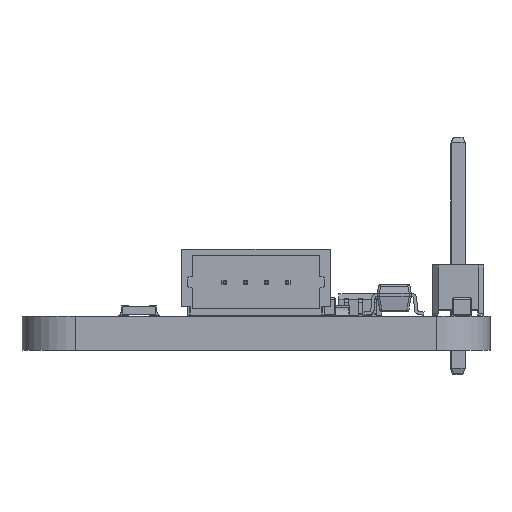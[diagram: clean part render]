
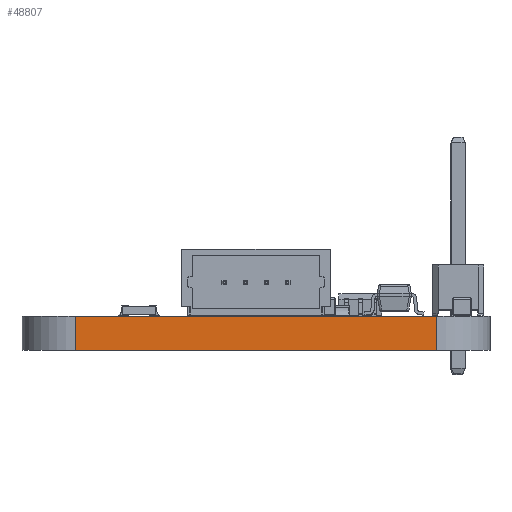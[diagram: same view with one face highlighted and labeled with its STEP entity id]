
A CAD part, left-side view. The second image highlights one B-rep face of the part: STEP entity #48807.
In plain terms, the highlighted planar face has unit normal (-1, 0, 0).
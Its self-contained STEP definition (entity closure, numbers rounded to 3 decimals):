
#46939 = PLANE('',#46940);
#46940 = AXIS2_PLACEMENT_3D('',#46941,#46942,#46943);
#46941 = CARTESIAN_POINT('',(19.,11.,1.6));
#46942 = DIRECTION('',(0.,0.,1.));
#46943 = DIRECTION('',(1.,0.,-0.));
#46994 = PLANE('',#46995);
#46995 = AXIS2_PLACEMENT_3D('',#46996,#46997,#46998);
#46996 = CARTESIAN_POINT('',(19.,11.,0.));
#46997 = DIRECTION('',(0.,0.,1.));
#46998 = DIRECTION('',(1.,0.,-0.));
#47049 = CYLINDRICAL_SURFACE('',#47050,2.5);
#47050 = AXIS2_PLACEMENT_3D('',#47051,#47052,#47053);
#47051 = CARTESIAN_POINT('',(2.5,2.5,0.));
#47052 = DIRECTION('',(-0.,-0.,-1.));
#47053 = DIRECTION('',(1.,0.,-0.));
#47216 = VERTEX_POINT('',#47217);
#47217 = CARTESIAN_POINT('',(0.,19.5,0.));
#47232 = CYLINDRICAL_SURFACE('',#47233,2.5);
#47233 = AXIS2_PLACEMENT_3D('',#47234,#47235,#47236);
#47234 = CARTESIAN_POINT('',(2.5,19.5,0.));
#47235 = DIRECTION('',(-0.,-0.,-1.));
#47236 = DIRECTION('',(1.,0.,-0.));
#47244 = EDGE_CURVE('',#47245,#47216,#47247,.T.);
#47245 = VERTEX_POINT('',#47246);
#47246 = CARTESIAN_POINT('',(0.,2.5,0.));
#47247 = SURFACE_CURVE('',#47248,(#47252,#47259),.PCURVE_S1.);
#47248 = LINE('',#47249,#47250);
#47249 = CARTESIAN_POINT('',(0.,2.5,0.));
#47250 = VECTOR('',#47251,1.);
#47251 = DIRECTION('',(0.,1.,0.));
#47252 = PCURVE('',#46994,#47253);
#47253 = DEFINITIONAL_REPRESENTATION('',(#47254),#47258);
#47254 = LINE('',#47255,#47256);
#47255 = CARTESIAN_POINT('',(-19.,-8.5));
#47256 = VECTOR('',#47257,1.);
#47257 = DIRECTION('',(0.,1.));
#47258 = ( GEOMETRIC_REPRESENTATION_CONTEXT(2) 
PARAMETRIC_REPRESENTATION_CONTEXT() REPRESENTATION_CONTEXT('2D SPACE',''
  ) );
#47259 = PCURVE('',#47260,#47265);
#47260 = PLANE('',#47261);
#47261 = AXIS2_PLACEMENT_3D('',#47262,#47263,#47264);
#47262 = CARTESIAN_POINT('',(0.,2.5,0.));
#47263 = DIRECTION('',(-1.,0.,0.));
#47264 = DIRECTION('',(0.,1.,0.));
#47265 = DEFINITIONAL_REPRESENTATION('',(#47266),#47270);
#47266 = LINE('',#47267,#47268);
#47267 = CARTESIAN_POINT('',(0.,0.));
#47268 = VECTOR('',#47269,1.);
#47269 = DIRECTION('',(1.,0.));
#47270 = ( GEOMETRIC_REPRESENTATION_CONTEXT(2) 
PARAMETRIC_REPRESENTATION_CONTEXT() REPRESENTATION_CONTEXT('2D SPACE',''
  ) );
#48079 = VERTEX_POINT('',#48080);
#48080 = CARTESIAN_POINT('',(0.,19.5,1.6));
#48102 = EDGE_CURVE('',#48103,#48079,#48105,.T.);
#48103 = VERTEX_POINT('',#48104);
#48104 = CARTESIAN_POINT('',(0.,2.5,1.6));
#48105 = SURFACE_CURVE('',#48106,(#48110,#48117),.PCURVE_S1.);
#48106 = LINE('',#48107,#48108);
#48107 = CARTESIAN_POINT('',(0.,2.5,1.6));
#48108 = VECTOR('',#48109,1.);
#48109 = DIRECTION('',(0.,1.,0.));
#48110 = PCURVE('',#46939,#48111);
#48111 = DEFINITIONAL_REPRESENTATION('',(#48112),#48116);
#48112 = LINE('',#48113,#48114);
#48113 = CARTESIAN_POINT('',(-19.,-8.5));
#48114 = VECTOR('',#48115,1.);
#48115 = DIRECTION('',(0.,1.));
#48116 = ( GEOMETRIC_REPRESENTATION_CONTEXT(2) 
PARAMETRIC_REPRESENTATION_CONTEXT() REPRESENTATION_CONTEXT('2D SPACE',''
  ) );
#48117 = PCURVE('',#47260,#48118);
#48118 = DEFINITIONAL_REPRESENTATION('',(#48119),#48123);
#48119 = LINE('',#48120,#48121);
#48120 = CARTESIAN_POINT('',(0.,-1.6));
#48121 = VECTOR('',#48122,1.);
#48122 = DIRECTION('',(1.,0.));
#48123 = ( GEOMETRIC_REPRESENTATION_CONTEXT(2) 
PARAMETRIC_REPRESENTATION_CONTEXT() REPRESENTATION_CONTEXT('2D SPACE',''
  ) );
#48757 = EDGE_CURVE('',#47245,#48103,#48758,.T.);
#48758 = SURFACE_CURVE('',#48759,(#48763,#48770),.PCURVE_S1.);
#48759 = LINE('',#48760,#48761);
#48760 = CARTESIAN_POINT('',(0.,2.5,0.));
#48761 = VECTOR('',#48762,1.);
#48762 = DIRECTION('',(0.,0.,1.));
#48763 = PCURVE('',#47049,#48764);
#48764 = DEFINITIONAL_REPRESENTATION('',(#48765),#48769);
#48765 = LINE('',#48766,#48767);
#48766 = CARTESIAN_POINT('',(-3.142,0.));
#48767 = VECTOR('',#48768,1.);
#48768 = DIRECTION('',(-0.,-1.));
#48769 = ( GEOMETRIC_REPRESENTATION_CONTEXT(2) 
PARAMETRIC_REPRESENTATION_CONTEXT() REPRESENTATION_CONTEXT('2D SPACE',''
  ) );
#48770 = PCURVE('',#47260,#48771);
#48771 = DEFINITIONAL_REPRESENTATION('',(#48772),#48776);
#48772 = LINE('',#48773,#48774);
#48773 = CARTESIAN_POINT('',(0.,0.));
#48774 = VECTOR('',#48775,1.);
#48775 = DIRECTION('',(0.,-1.));
#48776 = ( GEOMETRIC_REPRESENTATION_CONTEXT(2) 
PARAMETRIC_REPRESENTATION_CONTEXT() REPRESENTATION_CONTEXT('2D SPACE',''
  ) );
#48807 = ADVANCED_FACE('',(#48808),#47260,.T.);
#48808 = FACE_BOUND('',#48809,.T.);
#48809 = EDGE_LOOP('',(#48810,#48811,#48812,#48833));
#48810 = ORIENTED_EDGE('',*,*,#48757,.T.);
#48811 = ORIENTED_EDGE('',*,*,#48102,.T.);
#48812 = ORIENTED_EDGE('',*,*,#48813,.F.);
#48813 = EDGE_CURVE('',#47216,#48079,#48814,.T.);
#48814 = SURFACE_CURVE('',#48815,(#48819,#48826),.PCURVE_S1.);
#48815 = LINE('',#48816,#48817);
#48816 = CARTESIAN_POINT('',(0.,19.5,0.));
#48817 = VECTOR('',#48818,1.);
#48818 = DIRECTION('',(0.,0.,1.));
#48819 = PCURVE('',#47260,#48820);
#48820 = DEFINITIONAL_REPRESENTATION('',(#48821),#48825);
#48821 = LINE('',#48822,#48823);
#48822 = CARTESIAN_POINT('',(17.,0.));
#48823 = VECTOR('',#48824,1.);
#48824 = DIRECTION('',(0.,-1.));
#48825 = ( GEOMETRIC_REPRESENTATION_CONTEXT(2) 
PARAMETRIC_REPRESENTATION_CONTEXT() REPRESENTATION_CONTEXT('2D SPACE',''
  ) );
#48826 = PCURVE('',#47232,#48827);
#48827 = DEFINITIONAL_REPRESENTATION('',(#48828),#48832);
#48828 = LINE('',#48829,#48830);
#48829 = CARTESIAN_POINT('',(-3.142,0.));
#48830 = VECTOR('',#48831,1.);
#48831 = DIRECTION('',(-0.,-1.));
#48832 = ( GEOMETRIC_REPRESENTATION_CONTEXT(2) 
PARAMETRIC_REPRESENTATION_CONTEXT() REPRESENTATION_CONTEXT('2D SPACE',''
  ) );
#48833 = ORIENTED_EDGE('',*,*,#47244,.F.);
